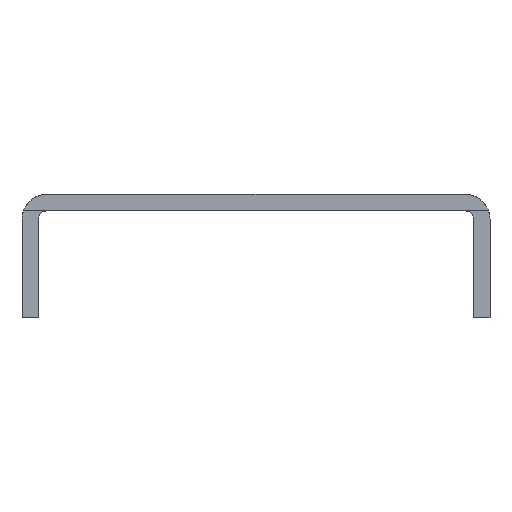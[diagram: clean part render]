
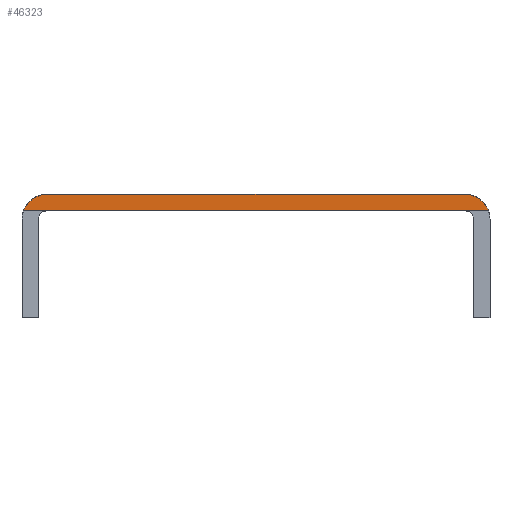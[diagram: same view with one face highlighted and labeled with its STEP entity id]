
A CAD part, front view. The second image highlights one B-rep face of the part: STEP entity #46323.
In plain terms, the highlighted planar face has unit normal (0, -1, 0).
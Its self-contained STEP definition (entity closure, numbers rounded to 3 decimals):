
#13145=DIRECTION('',(-1.,0.,0.));
#13146=VECTOR('',#13145,51.);
#13147=CARTESIAN_POINT('',(873.09,127.257,2.));
#13148=LINE('',#13147,#13146);
#19602=CARTESIAN_POINT('',(822.09,127.257,-1.));
#19603=DIRECTION('',(0.,-1.,0.));
#19604=DIRECTION('',(0.,0.,1.));
#19605=AXIS2_PLACEMENT_3D('',#19602,#19603,#19604);
#19610=CARTESIAN_POINT('',(873.09,127.257,-1.));
#19611=DIRECTION('',(0.,-1.,0.));
#19612=DIRECTION('',(0.943,0.,0.333));
#19613=AXIS2_PLACEMENT_3D('',#19610,#19611,#19612);
#19618=DIRECTION('',(-1.,0.,0.));
#19619=VECTOR('',#19618,56.657);
#19620=CARTESIAN_POINT('',(875.918,127.257,0.));
#19621=LINE('',#19620,#19619);
#23261=CARTESIAN_POINT('',(822.09,127.257,2.));
#23262=VERTEX_POINT('',#23261);
#23263=CARTESIAN_POINT('',(819.261,127.257,0.));
#23264=VERTEX_POINT('',#23263);
#23273=CARTESIAN_POINT('',(875.918,127.257,0.));
#23274=VERTEX_POINT('',#23273);
#23275=CARTESIAN_POINT('',(873.09,127.257,2.));
#23276=VERTEX_POINT('',#23275);
#46312=CARTESIAN_POINT('',(847.59,127.257,0.));
#46313=DIRECTION('',(0.,-1.,0.));
#46314=DIRECTION('',(1.,0.,0.));
#46315=AXIS2_PLACEMENT_3D('',#46312,#46313,#46314);
#46316=PLANE('',#46315);
#46317=ORIENTED_EDGE('',*,*,#23575,.F.);
#46318=ORIENTED_EDGE('',*,*,#25957,.F.);
#46319=ORIENTED_EDGE('',*,*,#46145,.F.);
#46320=ORIENTED_EDGE('',*,*,#23637,.T.);
#46321=EDGE_LOOP('',(#46317,#46318,#46319,#46320));
#46322=FACE_OUTER_BOUND('',#46321,.F.);
#19606=CIRCLE('',#19605,3.);
#19614=CIRCLE('',#19613,3.);
#23575=EDGE_CURVE('',#23262,#23264,#19606,.T.);
#23637=EDGE_CURVE('',#23274,#23264,#19621,.T.);
#25957=EDGE_CURVE('',#23276,#23262,#13148,.T.);
#46145=EDGE_CURVE('',#23274,#23276,#19614,.T.);
#46323=ADVANCED_FACE('',(#46322),#46316,.T.);
